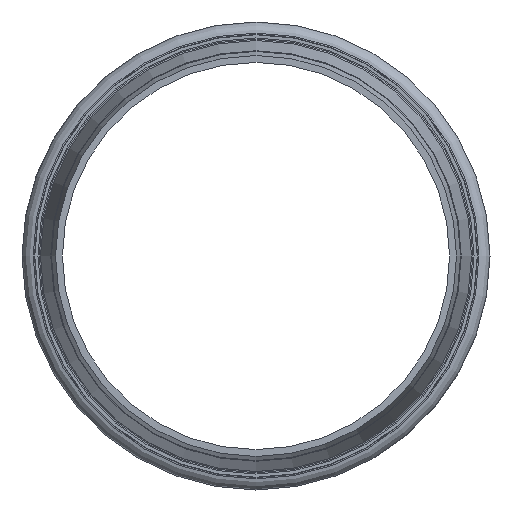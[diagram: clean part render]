
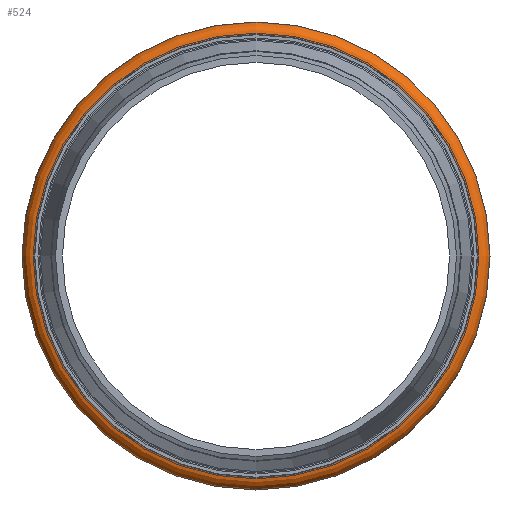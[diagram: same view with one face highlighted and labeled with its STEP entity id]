
A CAD part, front view. The second image highlights one B-rep face of the part: STEP entity #524.
In plain terms, the highlighted toroidal (fillet/blend) face has major radius 86.5 mm and minor radius 5 mm.
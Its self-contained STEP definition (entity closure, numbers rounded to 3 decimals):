
#16=TOROIDAL_SURFACE('',#593,86.5,5.);
#52=FACE_OUTER_BOUND('',#81,.T.);
#81=EDGE_LOOP('',(#396,#397,#398,#399,#400,#401,#402));
#149=CIRCLE('',#591,86.5);
#150=CIRCLE('',#592,86.5);
#151=CIRCLE('',#594,91.5);
#152=CIRCLE('',#595,91.5);
#153=CIRCLE('',#596,5.);
#154=CIRCLE('',#597,91.5);
#218=VERTEX_POINT('',#923);
#219=VERTEX_POINT('',#924);
#220=VERTEX_POINT('',#928);
#221=VERTEX_POINT('',#929);
#222=VERTEX_POINT('',#931);
#287=EDGE_CURVE('',#218,#219,#149,.T.);
#288=EDGE_CURVE('',#219,#218,#150,.T.);
#289=EDGE_CURVE('',#220,#221,#151,.T.);
#290=EDGE_CURVE('',#222,#220,#152,.T.);
#291=EDGE_CURVE('',#222,#219,#153,.T.);
#292=EDGE_CURVE('',#221,#222,#154,.T.);
#396=ORIENTED_EDGE('',*,*,#289,.F.);
#397=ORIENTED_EDGE('',*,*,#290,.F.);
#398=ORIENTED_EDGE('',*,*,#291,.T.);
#399=ORIENTED_EDGE('',*,*,#288,.T.);
#400=ORIENTED_EDGE('',*,*,#287,.T.);
#401=ORIENTED_EDGE('',*,*,#291,.F.);
#402=ORIENTED_EDGE('',*,*,#292,.F.);
#524=ADVANCED_FACE('',(#52),#16,.T.);
#591=AXIS2_PLACEMENT_3D('',#925,#725,#726);
#592=AXIS2_PLACEMENT_3D('',#926,#727,#728);
#593=AXIS2_PLACEMENT_3D('',#927,#729,#730);
#594=AXIS2_PLACEMENT_3D('',#930,#731,#732);
#595=AXIS2_PLACEMENT_3D('',#932,#733,#734);
#596=AXIS2_PLACEMENT_3D('',#933,#735,#736);
#597=AXIS2_PLACEMENT_3D('',#934,#737,#738);
#725=DIRECTION('center_axis',(0.,1.,0.));
#726=DIRECTION('ref_axis',(1.,0.,0.));
#727=DIRECTION('center_axis',(0.,1.,0.));
#728=DIRECTION('ref_axis',(1.,0.,0.));
#729=DIRECTION('center_axis',(0.,1.,0.));
#730=DIRECTION('ref_axis',(0.,0.,1.));
#731=DIRECTION('center_axis',(0.,1.,0.));
#732=DIRECTION('ref_axis',(1.,0.,0.));
#733=DIRECTION('center_axis',(0.,1.,0.));
#734=DIRECTION('ref_axis',(1.,0.,0.));
#735=DIRECTION('center_axis',(-1.,0.,0.));
#736=DIRECTION('ref_axis',(0.,0.,-1.));
#737=DIRECTION('center_axis',(0.,1.,0.));
#738=DIRECTION('ref_axis',(1.,0.,0.));
#923=CARTESIAN_POINT('',(-86.5,5118.,0.));
#924=CARTESIAN_POINT('',(0.,5118.,-86.5));
#925=CARTESIAN_POINT('Origin',(0.,5118.,0.));
#926=CARTESIAN_POINT('Origin',(0.,5118.,0.));
#927=CARTESIAN_POINT('Origin',(0.,5123.,0.));
#928=CARTESIAN_POINT('',(-91.5,5123.,0.));
#929=CARTESIAN_POINT('',(91.5,5123.,0.));
#930=CARTESIAN_POINT('Origin',(0.,5123.,0.));
#931=CARTESIAN_POINT('',(0.,5123.,-91.5));
#932=CARTESIAN_POINT('Origin',(0.,5123.,0.));
#933=CARTESIAN_POINT('Origin',(0.,5123.,-86.5));
#934=CARTESIAN_POINT('Origin',(0.,5123.,0.));
